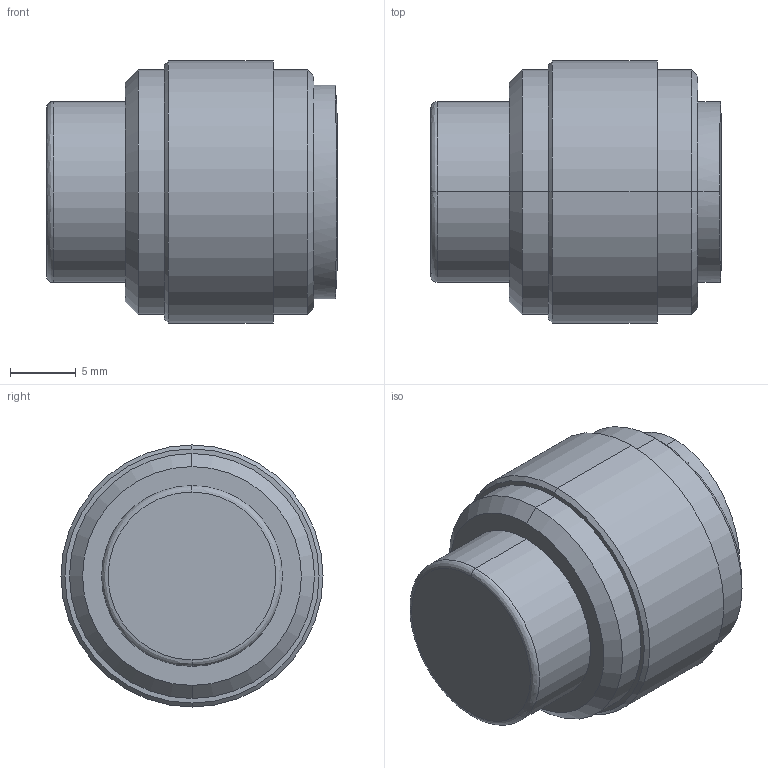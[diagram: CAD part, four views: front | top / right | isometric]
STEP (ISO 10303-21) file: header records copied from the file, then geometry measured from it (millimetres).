
FILE_DESCRIPTION (( 'STEP AP214' ), '1' );
FILE_NAME ('UC38-P.step', '2017-08-29T20:59:50', ( '' ), ( '' ), 'SwSTEP 2.0', 'SolidWorks 2017', '' );
FILE_SCHEMA (( 'AUTOMOTIVE_DESIGN' ));
Length unit declared in the file: inch
Products named in the file (1): UC38-P
Bounding box: 22.2 x 20 x 20 mm (x, y, z)
Volume: 3958.2 mm3; surface area: 2384.4 mm2
Topology: 1 solids, 1 shells, 33 faces, 64 edges, 38 vertices
Faces by surface type: cylinder 10, bspline 8, cone 8, plane 7
Entity records: 1227 total; most frequent: CARTESIAN_POINT 545, DIRECTION 138, ORIENTED_EDGE 128, EDGE_CURVE 64, AXIS2_PLACEMENT_3D 60, VERTEX_POINT 38, EDGE_LOOP 38, CIRCLE 34
